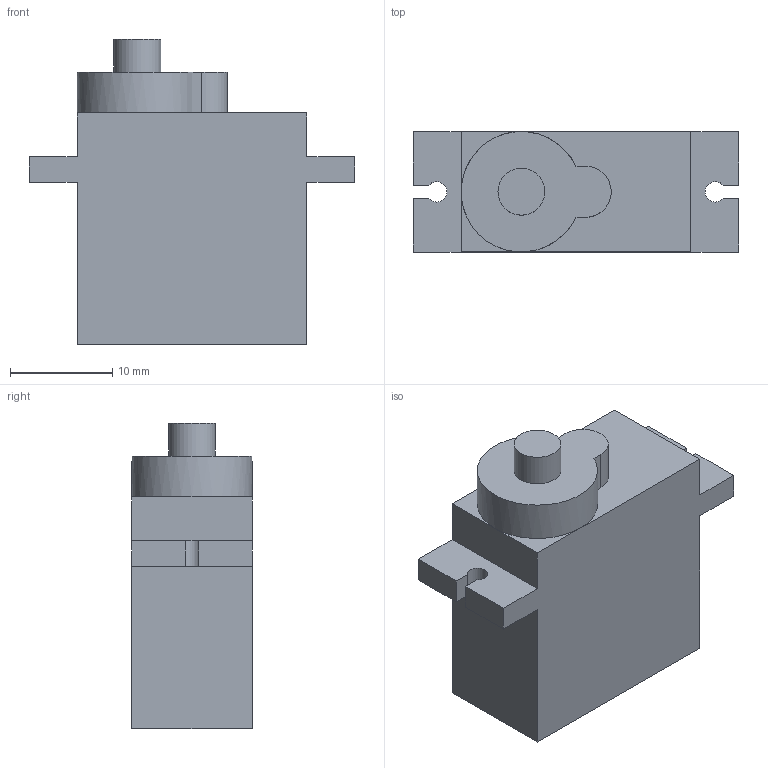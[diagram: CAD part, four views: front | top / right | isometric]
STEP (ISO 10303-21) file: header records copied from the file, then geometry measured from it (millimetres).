
FILE_DESCRIPTION(/* description */ ('Unknown'),/* implementation_level */ '2;1');
FILE_NAME(/* name */ 'servo_SG90',/* time_stamp */ '2018-05-21T08:51:18+02:00',/* author */ ('Unknown'),/* organization */ ('Unknown'),/* preprocessor_version */ 'ST-DEVELOPER v16.7',/* originating_system */ 'DEX',/* authorisation */ $);
FILE_SCHEMA (('AUTOMOTIVE_DESIGN {1 0 10303 214 3 1 1}'));
Length unit declared in the file: millimetre
Products named in the file (1): servo_SG90
Bounding box: 31.9 x 11.8 x 29.9 mm (x, y, z)
Volume: 6821 mm3; surface area: 2583.5 mm2
Topology: 1 solids, 1 shells, 31 faces, 81 edges, 53 vertices
Faces by surface type: plane 26, cylinder 5
Full cylindrical faces by diameter (mm): 4.6 x1
Entity records: 1238 total; most frequent: CARTESIAN_POINT 165, ORIENTED_EDGE 160, DIRECTION 157, EDGE_CURVE 80, LINE 67, VECTOR 67, VERTEX_POINT 53, AXIS2_PLACEMENT_3D 45
